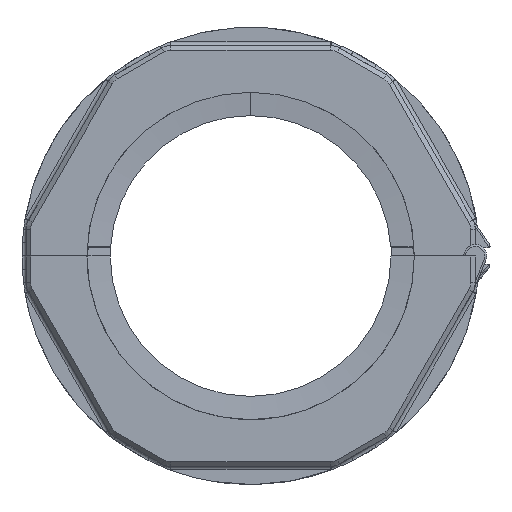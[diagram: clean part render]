
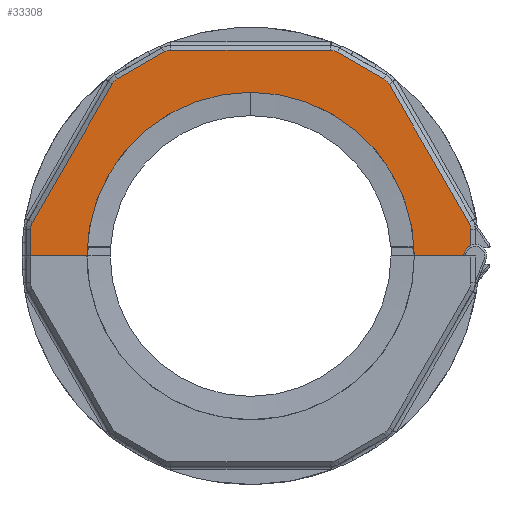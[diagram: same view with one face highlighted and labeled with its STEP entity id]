
A CAD part, left-side view. The second image highlights one B-rep face of the part: STEP entity #33308.
In plain terms, the highlighted planar face has unit normal (-1, 0, 0).
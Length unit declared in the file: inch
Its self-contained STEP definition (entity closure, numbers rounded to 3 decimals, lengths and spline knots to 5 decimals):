
#1 = CARTESIAN_POINT ( 'NONE',  ( -0.7874, 0.37375, 0.87791 ) ) ;
#346 = DIRECTION ( 'NONE',  ( 0., 0.866, -0.5 ) ) ;
#514 = EDGE_CURVE ( 'NONE', #26032, #9564, #19056, .T. ) ;
#524 = VERTEX_POINT ( 'NONE', #14275 ) ;
#880 = VERTEX_POINT ( 'NONE', #20586 ) ;
#1231 = EDGE_LOOP ( 'NONE', ( #25242, #19391, #11703, #2047, #8777, #17732, #3388, #10937, #14091, #11365, #17844, #23869, #29156, #32400, #31834, #31870, #33829 ) ) ;
#1240 = CARTESIAN_POINT ( 'NONE',  ( -0.7874, 0.59504, 0.74102 ) ) ;
#1266 = CARTESIAN_POINT ( 'NONE',  ( -0.7874, -0.5439, 0.71149 ) ) ;
#1495 = CARTESIAN_POINT ( 'NONE',  ( -0.7874, -0.88811, 0.11528 ) ) ;
#1622 = AXIS2_PLACEMENT_3D ( 'NONE', #1495, #24971, #14192 ) ;
#1822 = VECTOR ( 'NONE', #32565, 39.37008 ) ;
#2047 = ORIENTED_EDGE ( 'NONE', *, *, #28480, .T. ) ;
#2655 = DIRECTION ( 'NONE',  ( 1., 0., 0. ) ) ;
#2730 = DIRECTION ( 'NONE',  ( 0., 0., 1. ) ) ;
#3174 = CIRCLE ( 'NONE', #7559, 0.04921 ) ;
#3283 = VECTOR ( 'NONE', #13961, 39.37008 ) ;
#3388 = ORIENTED_EDGE ( 'NONE', *, *, #29477, .T. ) ;
#4288 = DIRECTION ( 'NONE',  ( 0., 0., -1. ) ) ;
#4407 = CIRCLE ( 'NONE', #12649, 0.05906 ) ;
#4714 = DIRECTION ( 'NONE',  ( 0., -1., 0. ) ) ;
#4792 = VERTEX_POINT ( 'NONE', #17391 ) ;
#5052 = CARTESIAN_POINT ( 'NONE',  ( -0.7874, 0., 0. ) ) ;
#5217 = CARTESIAN_POINT ( 'NONE',  ( -0.7874, -0.59504, 0.74102 ) ) ;
#5253 = VERTEX_POINT ( 'NONE', #14474 ) ;
#5485 = EDGE_CURVE ( 'NONE', #5253, #30449, #17896, .T. ) ;
#5558 = DIRECTION ( 'NONE',  ( 0., 0.866, 0.5 ) ) ;
#5646 = VERTEX_POINT ( 'NONE', #8836 ) ;
#5783 = CARTESIAN_POINT ( 'NONE',  ( -0.7874, 0.80512, 0. ) ) ;
#6588 = EDGE_CURVE ( 'NONE', #25200, #22262, #12575, .T. ) ;
#6590 = AXIS2_PLACEMENT_3D ( 'NONE', #1266, #8997, #11724 ) ;
#6782 = CARTESIAN_POINT ( 'NONE',  ( -0.7874, 0.57342, 0.76263 ) ) ;
#6964 = EDGE_CURVE ( 'NONE', #22003, #29704, #32798, .T. ) ;
#7044 = DIRECTION ( 'NONE',  ( -1., 0., 0. ) ) ;
#7559 = AXIS2_PLACEMENT_3D ( 'NONE', #25861, #26028, #2730 ) ;
#7663 = AXIS2_PLACEMENT_3D ( 'NONE', #5052, #2655, #15508 ) ;
#8328 = LINE ( 'NONE', #16672, #3283 ) ;
#8619 = CARTESIAN_POINT ( 'NONE',  ( -0.7874, -0.91764, 0. ) ) ;
#8777 = ORIENTED_EDGE ( 'NONE', *, *, #13336, .T. ) ;
#8808 = LINE ( 'NONE', #1240, #26679 ) ;
#8836 = CARTESIAN_POINT ( 'NONE',  ( -0.7874, 0.70472, 0. ) ) ;
#8997 = DIRECTION ( 'NONE',  ( -1., 0., 0. ) ) ;
#9290 = VECTOR ( 'NONE', #5558, 39.37008 ) ;
#9338 = EDGE_CURVE ( 'NONE', #21301, #880, #22451, .T. ) ;
#9411 = DIRECTION ( 'NONE',  ( -1., 0., 0. ) ) ;
#9449 = DIRECTION ( 'NONE',  ( 0., 0., -1. ) ) ;
#9564 = VERTEX_POINT ( 'NONE', #28817 ) ;
#9729 = VECTOR ( 'NONE', #21436, 39.37008 ) ;
#10819 = VERTEX_POINT ( 'NONE', #11315 ) ;
#10937 = ORIENTED_EDGE ( 'NONE', *, *, #18161, .T. ) ;
#11085 = CARTESIAN_POINT ( 'NONE',  ( -0.7874, -0.94717, 0.11528 ) ) ;
#11315 = CARTESIAN_POINT ( 'NONE',  ( -0.7874, -0.37375, 0.87791 ) ) ;
#11365 = ORIENTED_EDGE ( 'NONE', *, *, #22654, .T. ) ;
#11677 = LINE ( 'NONE', #19717, #13190 ) ;
#11703 = ORIENTED_EDGE ( 'NONE', *, *, #18645, .T. ) ;
#11724 = DIRECTION ( 'NONE',  ( 0., 0., -1. ) ) ;
#12038 = CARTESIAN_POINT ( 'NONE',  ( -0.7874, 0.93926, 0.14481 ) ) ;
#12575 = CIRCLE ( 'NONE', #30074, 0.05906 ) ;
#12649 = AXIS2_PLACEMENT_3D ( 'NONE', #19546, #7044, #4288 ) ;
#13190 = VECTOR ( 'NONE', #9449, 39.37008 ) ;
#13336 = EDGE_CURVE ( 'NONE', #5646, #5253, #32243, .T. ) ;
#13376 = CARTESIAN_POINT ( 'NONE',  ( -0.7874, -0.93926, 0.14481 ) ) ;
#13961 = DIRECTION ( 'NONE',  ( 0., 0., 1. ) ) ;
#14065 = LINE ( 'NONE', #24504, #9729 ) ;
#14066 = CIRCLE ( 'NONE', #31001, 0.05906 ) ;
#14091 = ORIENTED_EDGE ( 'NONE', *, *, #6964, .T. ) ;
#14192 = DIRECTION ( 'NONE',  ( 0., 0., -1. ) ) ;
#14275 = CARTESIAN_POINT ( 'NONE',  ( -0.7874, 0.94717, 0. ) ) ;
#14474 = CARTESIAN_POINT ( 'NONE',  ( -0.7874, -0.70472, 0. ) ) ;
#14563 = CARTESIAN_POINT ( 'NONE',  ( -0.7874, 0.94717, 0.11528 ) ) ;
#14697 = LINE ( 'NONE', #33515, #27525 ) ;
#14737 = VECTOR ( 'NONE', #4714, 39.37008 ) ;
#15508 = DIRECTION ( 'NONE',  ( 0., 1., 0. ) ) ;
#16377 = DIRECTION ( 'NONE',  ( 0., -1., 0. ) ) ;
#16672 = CARTESIAN_POINT ( 'NONE',  ( -0.7874, -0.94717, 0. ) ) ;
#17391 = CARTESIAN_POINT ( 'NONE',  ( -0.7874, -0.94717, 0.0451 ) ) ;
#17425 = DIRECTION ( 'NONE',  ( 0., 0., -1. ) ) ;
#17523 = DIRECTION ( 'NONE',  ( -1., 0., 0. ) ) ;
#17732 = ORIENTED_EDGE ( 'NONE', *, *, #5485, .T. ) ;
#17844 = ORIENTED_EDGE ( 'NONE', *, *, #9338, .T. ) ;
#17896 = LINE ( 'NONE', #28353, #14737 ) ;
#18161 = EDGE_CURVE ( 'NONE', #4792, #22003, #8328, .T. ) ;
#18559 = LINE ( 'NONE', #29004, #9290 ) ;
#18633 = EDGE_CURVE ( 'NONE', #9564, #19884, #4407, .T. ) ;
#18645 = EDGE_CURVE ( 'NONE', #27845, #524, #11677, .T. ) ;
#18791 = FACE_OUTER_BOUND ( 'NONE', #1231, .T. ) ;
#18894 = CARTESIAN_POINT ( 'NONE',  ( -0.7874, 0.80512, 0.88583 ) ) ;
#19056 = LINE ( 'NONE', #18894, #1822 ) ;
#19338 = CARTESIAN_POINT ( 'NONE',  ( -0.7874, 0.88811, 0.11528 ) ) ;
#19391 = ORIENTED_EDGE ( 'NONE', *, *, #29812, .T. ) ;
#19423 = EDGE_CURVE ( 'NONE', #880, #10819, #18559, .T. ) ;
#19546 = CARTESIAN_POINT ( 'NONE',  ( -0.7874, 0.34422, 0.82677 ) ) ;
#19717 = CARTESIAN_POINT ( 'NONE',  ( -0.7874, 0.94717, 0. ) ) ;
#19884 = VERTEX_POINT ( 'NONE', #29058 ) ;
#20586 = CARTESIAN_POINT ( 'NONE',  ( -0.7874, -0.57342, 0.76263 ) ) ;
#21249 = AXIS2_PLACEMENT_3D ( 'NONE', #19338, #9411, #17425 ) ;
#21301 = VERTEX_POINT ( 'NONE', #5217 ) ;
#21436 = DIRECTION ( 'NONE',  ( 0., -1., 0. ) ) ;
#22003 = VERTEX_POINT ( 'NONE', #11085 ) ;
#22262 = VERTEX_POINT ( 'NONE', #30347 ) ;
#22358 = VERTEX_POINT ( 'NONE', #12038 ) ;
#22451 = CIRCLE ( 'NONE', #6590, 0.05906 ) ;
#22654 = EDGE_CURVE ( 'NONE', #29704, #21301, #14697, .T. ) ;
#23351 = VECTOR ( 'NONE', #346, 39.37008 ) ;
#23427 = DIRECTION ( 'NONE',  ( -1., 0., 0. ) ) ;
#23869 = ORIENTED_EDGE ( 'NONE', *, *, #19423, .T. ) ;
#24091 = DIRECTION ( 'NONE',  ( -1., 0., 0. ) ) ;
#24504 = CARTESIAN_POINT ( 'NONE',  ( -0.7874, -1.59879, 0. ) ) ;
#24971 = DIRECTION ( 'NONE',  ( -1., 0., 0. ) ) ;
#25054 = CIRCLE ( 'NONE', #21249, 0.05906 ) ;
#25200 = VERTEX_POINT ( 'NONE', #6782 ) ;
#25242 = ORIENTED_EDGE ( 'NONE', *, *, #28260, .T. ) ;
#25528 = AXIS2_PLACEMENT_3D ( 'NONE', #5783, #23427, #16377 ) ;
#25586 = CARTESIAN_POINT ( 'NONE',  ( -0.7874, -0.34422, 0.82677 ) ) ;
#25861 = CARTESIAN_POINT ( 'NONE',  ( -0.7874, -0.96685, 0. ) ) ;
#26028 = DIRECTION ( 'NONE',  ( 1., 0., 0. ) ) ;
#26032 = VERTEX_POINT ( 'NONE', #27820 ) ;
#26679 = VECTOR ( 'NONE', #32399, 39.37008 ) ;
#27244 = EDGE_CURVE ( 'NONE', #10819, #26032, #14066, .T. ) ;
#27525 = VECTOR ( 'NONE', #30773, 39.37008 ) ;
#27533 = EDGE_CURVE ( 'NONE', #19884, #25200, #28787, .T. ) ;
#27820 = CARTESIAN_POINT ( 'NONE',  ( -0.7874, -0.34422, 0.88583 ) ) ;
#27845 = VERTEX_POINT ( 'NONE', #14563 ) ;
#28260 = EDGE_CURVE ( 'NONE', #22262, #22358, #8808, .T. ) ;
#28353 = CARTESIAN_POINT ( 'NONE',  ( -0.7874, -1.59879, 0. ) ) ;
#28480 = EDGE_CURVE ( 'NONE', #524, #5646, #14065, .T. ) ;
#28787 = LINE ( 'NONE', #1, #23351 ) ;
#28817 = CARTESIAN_POINT ( 'NONE',  ( -0.7874, 0.34422, 0.88583 ) ) ;
#28890 = PLANE ( 'NONE',  #25528 ) ;
#29004 = CARTESIAN_POINT ( 'NONE',  ( -0.7874, -0.57342, 0.76263 ) ) ;
#29049 = DIRECTION ( 'NONE',  ( 0., 0., -1. ) ) ;
#29058 = CARTESIAN_POINT ( 'NONE',  ( -0.7874, 0.37375, 0.87791 ) ) ;
#29156 = ORIENTED_EDGE ( 'NONE', *, *, #27244, .T. ) ;
#29477 = EDGE_CURVE ( 'NONE', #30449, #4792, #3174, .T. ) ;
#29704 = VERTEX_POINT ( 'NONE', #13376 ) ;
#29812 = EDGE_CURVE ( 'NONE', #22358, #27845, #25054, .T. ) ;
#30074 = AXIS2_PLACEMENT_3D ( 'NONE', #30760, #24091, #29049 ) ;
#30347 = CARTESIAN_POINT ( 'NONE',  ( -0.7874, 0.59504, 0.74102 ) ) ;
#30449 = VERTEX_POINT ( 'NONE', #8619 ) ;
#30760 = CARTESIAN_POINT ( 'NONE',  ( -0.7874, 0.5439, 0.71149 ) ) ;
#30773 = DIRECTION ( 'NONE',  ( 0., 0.5, 0.866 ) ) ;
#31001 = AXIS2_PLACEMENT_3D ( 'NONE', #25586, #17523, #33113 ) ;
#31834 = ORIENTED_EDGE ( 'NONE', *, *, #18633, .T. ) ;
#31870 = ORIENTED_EDGE ( 'NONE', *, *, #27533, .T. ) ;
#32243 = CIRCLE ( 'NONE', #7663, 0.70472 ) ;
#32399 = DIRECTION ( 'NONE',  ( 0., 0.5, -0.866 ) ) ;
#32400 = ORIENTED_EDGE ( 'NONE', *, *, #514, .T. ) ;
#32565 = DIRECTION ( 'NONE',  ( 0., 1., 0. ) ) ;
#32798 = CIRCLE ( 'NONE', #1622, 0.05906 ) ;
#33113 = DIRECTION ( 'NONE',  ( 0., 0., -1. ) ) ;
#33308 = ADVANCED_FACE ( 'NONE', ( #18791 ), #28890, .T. ) ;
#33515 = CARTESIAN_POINT ( 'NONE',  ( -0.7874, -0.93926, 0.14481 ) ) ;
#33829 = ORIENTED_EDGE ( 'NONE', *, *, #6588, .T. ) ;
